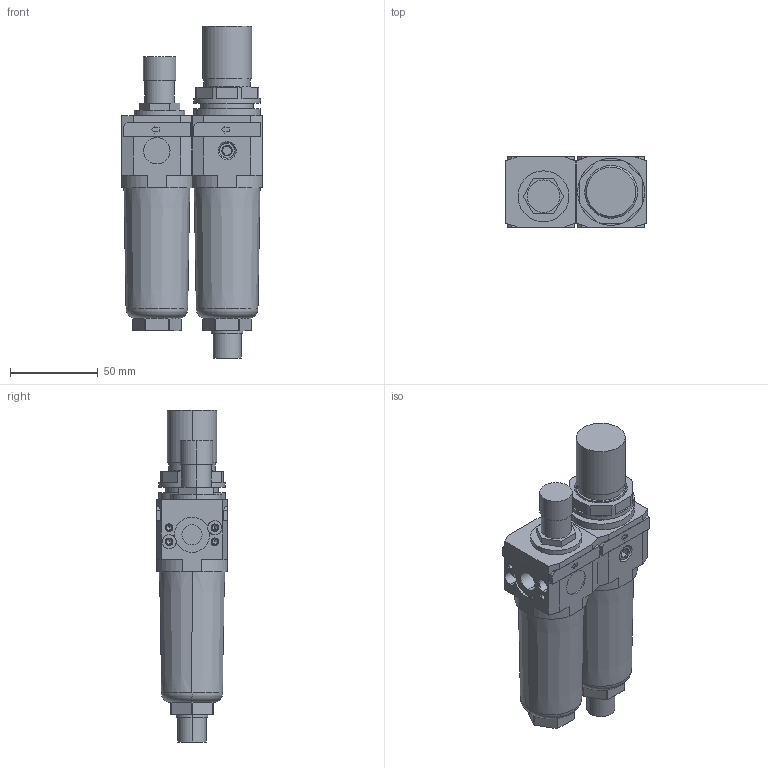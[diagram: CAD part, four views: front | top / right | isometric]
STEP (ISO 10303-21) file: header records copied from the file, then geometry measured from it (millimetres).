
FILE_DESCRIPTION((''),'2;1');
FILE_NAME('17006B_P.stp','2003-06-16T14:39:40',('maffial1'),(''),'Autodesk Inventor 7','Autodesk Inventor 7','');
FILE_SCHEMA(('AUTOMOTIVE_DESIGN { 1 0 10303 214 1 1 1 1 }'));
Length unit declared in the file: millimetre
Products named in the file (6): 17006B_P; 17004B_P; 17004B_P(1); RS_1701_12; RK_1701_020; 17003B_P
Assembly tree (5 placements, depth 3):
  17006B_P
    17004B_P
      17004B_P(1)
      RS_1701_12
      RK_1701_020
    17003B_P
Bounding box: 80 x 40 x 189 mm (x, y, z)
Volume: 323675.4 mm3; surface area: 58466.3 mm2
Topology: 4 solids, 8 shells, 413 faces, 1009 edges, 631 vertices
Faces by surface type: plane 146, bspline 113, cylinder 102, cone 44, torus 8
Entity records: 12983 total; most frequent: CARTESIAN_POINT 3387, ORIENTED_EDGE 1962, DIRECTION 1934, EDGE_CURVE 981, AXIS2_PLACEMENT_3D 666, VERTEX_POINT 631, VECTOR 602, LINE 602
